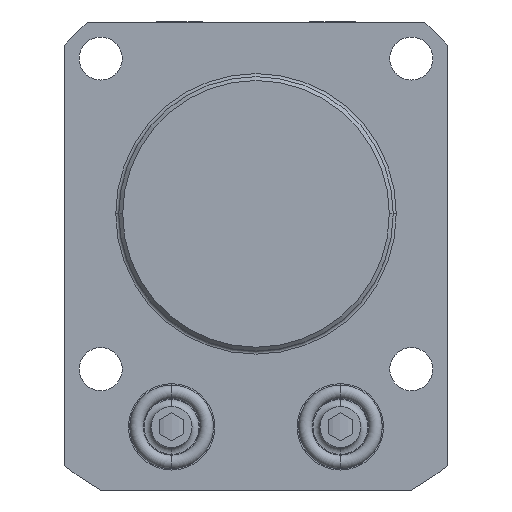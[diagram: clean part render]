
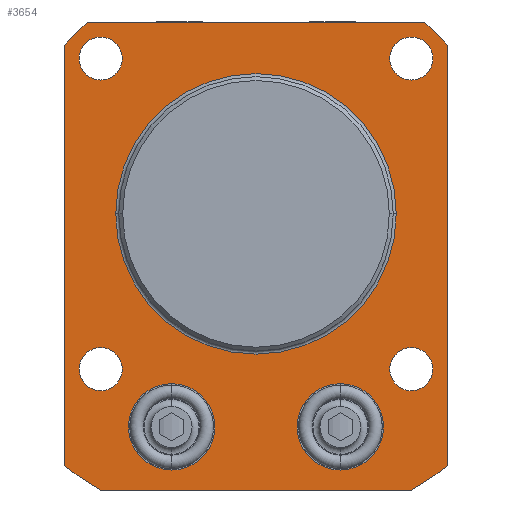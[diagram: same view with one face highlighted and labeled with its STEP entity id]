
A CAD part, front view. The second image highlights one B-rep face of the part: STEP entity #3654.
In plain terms, the highlighted planar face has unit normal (0, -1, 0).
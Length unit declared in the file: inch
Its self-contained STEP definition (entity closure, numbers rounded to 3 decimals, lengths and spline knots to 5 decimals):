
#335=CARTESIAN_POINT('',(0.,0.,0.));
#336=DIRECTION('',(0.,-1.,0.));
#337=DIRECTION('',(-0.606,0.,-0.796));
#338=AXIS2_PLACEMENT_3D('',#335,#336,#337);
#375=CARTESIAN_POINT('',(0.,0.,0.));
#376=DIRECTION('',(0.,-1.,0.));
#377=DIRECTION('',(0.49,0.,-0.872));
#378=AXIS2_PLACEMENT_3D('',#375,#376,#377);
#909=CARTESIAN_POINT('',(0.,0.,0.));
#910=DIRECTION('',(0.,1.,0.));
#911=DIRECTION('',(-1.,0.,0.));
#912=AXIS2_PLACEMENT_3D('',#909,#910,#911);
#917=CARTESIAN_POINT('',(0.,0.,0.));
#918=DIRECTION('',(0.,1.,0.));
#919=DIRECTION('',(1.,0.,0.));
#920=AXIS2_PLACEMENT_3D('',#917,#918,#919);
#925=DIRECTION('',(1.,0.,0.));
#926=VECTOR('',#925,1.59089);
#927=CARTESIAN_POINT('',(-0.79545,0.,-1.417));
#928=LINE('',#927,#926);
#932=DIRECTION('',(0.,0.,-1.));
#933=VECTOR('',#932,2.15882);
#934=CARTESIAN_POINT('',(-0.9845,0.,0.866));
#935=LINE('',#934,#933);
#939=DIRECTION('',(-0.707,0.,-0.707));
#940=VECTOR('',#939,0.16688);
#941=CARTESIAN_POINT('',(-0.8665,0.,0.984));
#942=LINE('',#941,#940);
#946=DIRECTION('',(-1.,0.,0.));
#947=VECTOR('',#946,1.733);
#948=CARTESIAN_POINT('',(0.8665,0.,0.984));
#949=LINE('',#948,#947);
#953=DIRECTION('',(-0.707,0.,0.707));
#954=VECTOR('',#953,0.16688);
#955=CARTESIAN_POINT('',(0.9845,0.,0.866));
#956=LINE('',#955,#954);
#960=DIRECTION('',(0.,0.,1.));
#961=VECTOR('',#960,2.15882);
#962=CARTESIAN_POINT('',(0.9845,0.,-1.29282));
#963=LINE('',#962,#961);
#967=CARTESIAN_POINT('',(-0.797,0.,-0.797));
#968=DIRECTION('',(0.,1.,0.));
#969=DIRECTION('',(-1.,0.,0.));
#970=AXIS2_PLACEMENT_3D('',#967,#968,#969);
#975=CARTESIAN_POINT('',(-0.797,0.,-0.797));
#976=DIRECTION('',(0.,1.,0.));
#977=DIRECTION('',(1.,0.,0.));
#978=AXIS2_PLACEMENT_3D('',#975,#976,#977);
#983=CARTESIAN_POINT('',(0.797,0.,-0.797));
#984=DIRECTION('',(0.,1.,0.));
#985=DIRECTION('',(-1.,0.,0.));
#986=AXIS2_PLACEMENT_3D('',#983,#984,#985);
#991=CARTESIAN_POINT('',(0.797,0.,-0.797));
#992=DIRECTION('',(0.,1.,0.));
#993=DIRECTION('',(1.,0.,0.));
#994=AXIS2_PLACEMENT_3D('',#991,#992,#993);
#999=CARTESIAN_POINT('',(0.797,0.,0.797));
#1000=DIRECTION('',(0.,1.,0.));
#1001=DIRECTION('',(-1.,0.,0.));
#1002=AXIS2_PLACEMENT_3D('',#999,#1000,#1001);
#1007=CARTESIAN_POINT('',(0.797,0.,0.797));
#1008=DIRECTION('',(0.,1.,0.));
#1009=DIRECTION('',(1.,0.,0.));
#1010=AXIS2_PLACEMENT_3D('',#1007,#1008,#1009);
#1015=CARTESIAN_POINT('',(-0.797,0.,0.797));
#1016=DIRECTION('',(0.,1.,0.));
#1017=DIRECTION('',(-1.,0.,0.));
#1018=AXIS2_PLACEMENT_3D('',#1015,#1016,#1017);
#1023=CARTESIAN_POINT('',(-0.797,0.,0.797));
#1024=DIRECTION('',(0.,1.,0.));
#1025=DIRECTION('',(1.,0.,0.));
#1026=AXIS2_PLACEMENT_3D('',#1023,#1024,#1025);
#1031=CARTESIAN_POINT('',(-0.433,0.,-1.093));
#1032=DIRECTION('',(0.,-1.,0.));
#1033=DIRECTION('',(-1.,0.,0.));
#1034=AXIS2_PLACEMENT_3D('',#1031,#1032,#1033);
#1039=CARTESIAN_POINT('',(-0.433,0.,-1.093));
#1040=DIRECTION('',(0.,-1.,0.));
#1041=DIRECTION('',(1.,0.,0.));
#1042=AXIS2_PLACEMENT_3D('',#1039,#1040,#1041);
#1047=CARTESIAN_POINT('',(0.433,0.,-1.093));
#1048=DIRECTION('',(0.,1.,0.));
#1049=DIRECTION('',(1.,0.,0.));
#1050=AXIS2_PLACEMENT_3D('',#1047,#1048,#1049);
#1055=CARTESIAN_POINT('',(0.433,0.,-1.093));
#1056=DIRECTION('',(0.,1.,0.));
#1057=DIRECTION('',(-1.,0.,0.));
#1058=AXIS2_PLACEMENT_3D('',#1055,#1056,#1057);
#2538=CARTESIAN_POINT('',(-0.79545,0.,-1.417));
#2539=CARTESIAN_POINT('',(0.79545,0.,-1.417));
#2540=VERTEX_POINT('',#2538);
#2541=VERTEX_POINT('',#2539);
#2542=CARTESIAN_POINT('',(0.9845,0.,-1.29282));
#2543=CARTESIAN_POINT('',(0.9845,0.,0.866));
#2544=VERTEX_POINT('',#2542);
#2545=VERTEX_POINT('',#2543);
#2548=CARTESIAN_POINT('',(-0.9845,0.,-1.29282));
#2549=VERTEX_POINT('',#2548);
#2550=CARTESIAN_POINT('',(-0.9075,0.,-0.797));
#2551=CARTESIAN_POINT('',(-0.6865,0.,-0.797));
#2552=VERTEX_POINT('',#2550);
#2553=VERTEX_POINT('',#2551);
#2554=CARTESIAN_POINT('',(0.6865,0.,-0.797));
#2555=CARTESIAN_POINT('',(0.9075,0.,-0.797));
#2556=VERTEX_POINT('',#2554);
#2557=VERTEX_POINT('',#2555);
#2558=CARTESIAN_POINT('',(0.6865,0.,0.797));
#2559=CARTESIAN_POINT('',(0.9075,0.,0.797));
#2560=VERTEX_POINT('',#2558);
#2561=VERTEX_POINT('',#2559);
#2562=CARTESIAN_POINT('',(-0.9075,0.,0.797));
#2563=CARTESIAN_POINT('',(-0.6865,0.,0.797));
#2564=VERTEX_POINT('',#2562);
#2565=VERTEX_POINT('',#2563);
#2627=CARTESIAN_POINT('',(-0.7198,0.,0.));
#2628=CARTESIAN_POINT('',(0.7198,0.,0.));
#2629=VERTEX_POINT('',#2627);
#2630=VERTEX_POINT('',#2628);
#2708=CARTESIAN_POINT('',(-0.6545,0.,-1.093));
#2709=CARTESIAN_POINT('',(-0.2115,0.,-1.093));
#2710=VERTEX_POINT('',#2708);
#2711=VERTEX_POINT('',#2709);
#2718=CARTESIAN_POINT('',(0.6545,0.,-1.093));
#2719=VERTEX_POINT('',#2718);
#2720=CARTESIAN_POINT('',(0.2115,0.,-1.093));
#2721=VERTEX_POINT('',#2720);
#2874=CARTESIAN_POINT('',(0.8665,0.,0.984));
#2875=VERTEX_POINT('',#2874);
#2876=CARTESIAN_POINT('',(-0.8665,0.,0.984));
#2877=VERTEX_POINT('',#2876);
#2878=CARTESIAN_POINT('',(-0.9845,0.,0.866));
#2879=VERTEX_POINT('',#2878);
#3592=CARTESIAN_POINT('',(0.,0.,0.));
#3593=DIRECTION('',(0.,-1.,0.));
#3594=DIRECTION('',(-1.,0.,0.));
#3595=AXIS2_PLACEMENT_3D('',#3592,#3593,#3594);
#3596=PLANE('',#3595);
#3598=ORIENTED_EDGE('',*,*,#3597,.F.);
#3599=ORIENTED_EDGE('',*,*,#3122,.F.);
#3601=ORIENTED_EDGE('',*,*,#3600,.F.);
#3603=ORIENTED_EDGE('',*,*,#3602,.F.);
#3605=ORIENTED_EDGE('',*,*,#3604,.F.);
#3607=ORIENTED_EDGE('',*,*,#3606,.F.);
#3609=ORIENTED_EDGE('',*,*,#3608,.F.);
#3610=ORIENTED_EDGE('',*,*,#3139,.F.);
#3611=EDGE_LOOP('',(#3598,#3599,#3601,#3603,#3605,#3607,#3609,#3610));
#3612=FACE_OUTER_BOUND('',#3611,.F.);
#3614=ORIENTED_EDGE('',*,*,#3613,.F.);
#3616=ORIENTED_EDGE('',*,*,#3615,.F.);
#3617=EDGE_LOOP('',(#3614,#3616));
#3618=FACE_BOUND('',#3617,.F.);
#3620=ORIENTED_EDGE('',*,*,#3619,.F.);
#3622=ORIENTED_EDGE('',*,*,#3621,.F.);
#3623=EDGE_LOOP('',(#3620,#3622));
#3624=FACE_BOUND('',#3623,.F.);
#3626=ORIENTED_EDGE('',*,*,#3625,.F.);
#3628=ORIENTED_EDGE('',*,*,#3627,.F.);
#3629=EDGE_LOOP('',(#3626,#3628));
#3630=FACE_BOUND('',#3629,.F.);
#3632=ORIENTED_EDGE('',*,*,#3631,.F.);
#3634=ORIENTED_EDGE('',*,*,#3633,.F.);
#3635=EDGE_LOOP('',(#3632,#3634));
#3636=FACE_BOUND('',#3635,.F.);
#3638=ORIENTED_EDGE('',*,*,#3637,.F.);
#3640=ORIENTED_EDGE('',*,*,#3639,.F.);
#3641=EDGE_LOOP('',(#3638,#3640));
#3642=FACE_BOUND('',#3641,.F.);
#3643=ORIENTED_EDGE('',*,*,#3582,.T.);
#3645=ORIENTED_EDGE('',*,*,#3644,.T.);
#3646=EDGE_LOOP('',(#3643,#3645));
#3647=FACE_BOUND('',#3646,.F.);
#3649=ORIENTED_EDGE('',*,*,#3648,.F.);
#3651=ORIENTED_EDGE('',*,*,#3650,.F.);
#3652=EDGE_LOOP('',(#3649,#3651));
#3653=FACE_BOUND('',#3652,.F.);
#339=CIRCLE('',#338,1.625);
#379=CIRCLE('',#378,1.625);
#913=CIRCLE('',#912,0.7198);
#921=CIRCLE('',#920,0.7198);
#971=CIRCLE('',#970,0.1105);
#979=CIRCLE('',#978,0.1105);
#987=CIRCLE('',#986,0.1105);
#995=CIRCLE('',#994,0.1105);
#1003=CIRCLE('',#1002,0.1105);
#1011=CIRCLE('',#1010,0.1105);
#1019=CIRCLE('',#1018,0.1105);
#1027=CIRCLE('',#1026,0.1105);
#1035=CIRCLE('',#1034,0.2215);
#1043=CIRCLE('',#1042,0.2215);
#1051=CIRCLE('',#1050,0.2215);
#1059=CIRCLE('',#1058,0.2215);
#3122=EDGE_CURVE('',#2549,#2540,#339,.T.);
#3139=EDGE_CURVE('',#2541,#2544,#379,.T.);
#3582=EDGE_CURVE('',#2710,#2711,#1035,.T.);
#3597=EDGE_CURVE('',#2540,#2541,#928,.T.);
#3600=EDGE_CURVE('',#2879,#2549,#935,.T.);
#3602=EDGE_CURVE('',#2877,#2879,#942,.T.);
#3604=EDGE_CURVE('',#2875,#2877,#949,.T.);
#3606=EDGE_CURVE('',#2545,#2875,#956,.T.);
#3608=EDGE_CURVE('',#2544,#2545,#963,.T.);
#3613=EDGE_CURVE('',#2629,#2630,#913,.T.);
#3615=EDGE_CURVE('',#2630,#2629,#921,.T.);
#3619=EDGE_CURVE('',#2552,#2553,#971,.T.);
#3621=EDGE_CURVE('',#2553,#2552,#979,.T.);
#3625=EDGE_CURVE('',#2556,#2557,#987,.T.);
#3627=EDGE_CURVE('',#2557,#2556,#995,.T.);
#3631=EDGE_CURVE('',#2560,#2561,#1003,.T.);
#3633=EDGE_CURVE('',#2561,#2560,#1011,.T.);
#3637=EDGE_CURVE('',#2564,#2565,#1019,.T.);
#3639=EDGE_CURVE('',#2565,#2564,#1027,.T.);
#3644=EDGE_CURVE('',#2711,#2710,#1043,.T.);
#3648=EDGE_CURVE('',#2719,#2721,#1051,.T.);
#3650=EDGE_CURVE('',#2721,#2719,#1059,.T.);
#3654=ADVANCED_FACE('',(#3612,#3618,#3624,#3630,#3636,#3642,#3647,#3653),#3596,
.T.);
